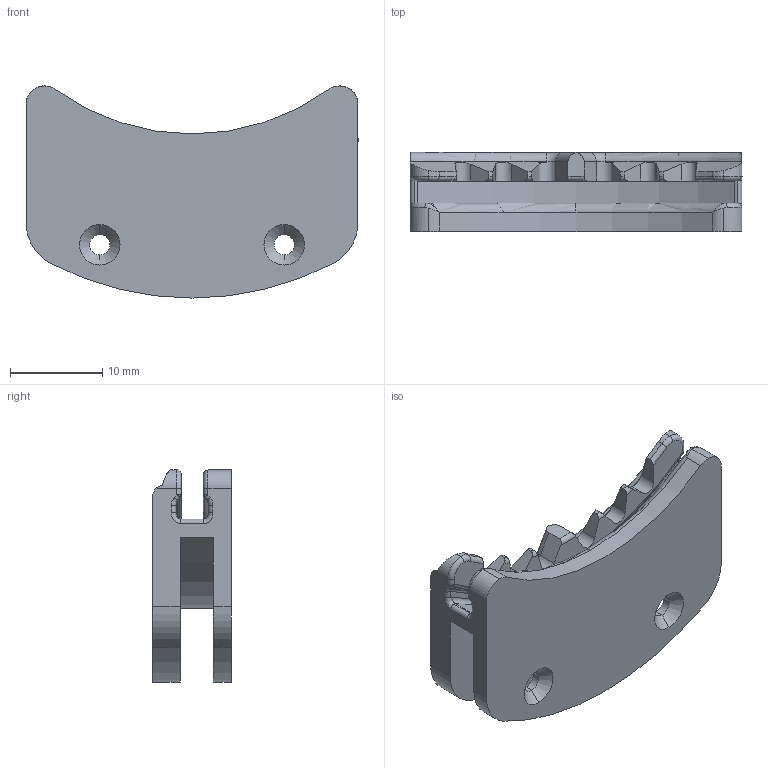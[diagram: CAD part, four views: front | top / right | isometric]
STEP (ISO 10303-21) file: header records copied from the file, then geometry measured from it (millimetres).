
FILE_DESCRIPTION (( 'STEP AP214' ), '1' );
FILE_NAME ('RADIAL LOCK B.STEP', '2023-11-03T06:56:11', ( '' ), ( '' ), 'SwSTEP 2.0', 'SolidWorks 2022', '' );
FILE_SCHEMA (( 'AUTOMOTIVE_DESIGN' ));
Length unit declared in the file: millimetre
Products named in the file (1): RADIAL LOCK B
Bounding box: 36 x 8.55 x 23 mm (x, y, z)
Volume: 3592.3 mm3; surface area: 3141.4 mm2
Topology: 1 solids, 1 shells, 138 faces, 360 edges, 218 vertices
Faces by surface type: cylinder 57, torus 28, plane 22, bspline 14, cone 13, sphere 4
Entity records: 4699 total; most frequent: CARTESIAN_POINT 1368, ORIENTED_EDGE 708, DIRECTION 700, EDGE_CURVE 354, AXIS2_PLACEMENT_3D 294, VERTEX_POINT 218, CIRCLE 169, EDGE_LOOP 146
